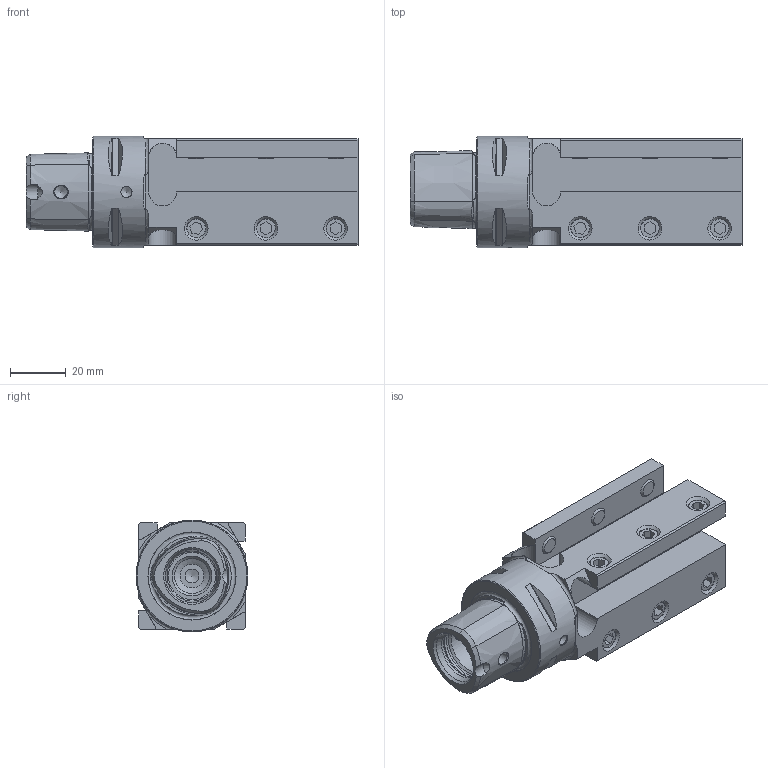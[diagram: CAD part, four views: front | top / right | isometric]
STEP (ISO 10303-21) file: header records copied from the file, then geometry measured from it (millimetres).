
FILE_DESCRIPTION (( 'STEP AP203' ), '1' );
FILE_NAME ('PS4-V12.R41.095.STEP', '2022-06-21T07:52:06', ( '' ), ( '' ), 'SwSTEP 2.0', 'SolidWorks 2017', '' );
FILE_SCHEMA (( 'CONFIG_CONTROL_DESIGN' ));
Length unit declared in the file: millimetre
Products named in the file (3): ISO 4026 - M8 x 6; PS4-V12.R41.095_A; PS4-V12.R41.095
Assembly tree (13 placements, depth 2):
  PS4-V12.R41.095
    PS4-V12.R41.095_A
    ISO 4026 - M8 x 6  x12
Bounding box: 119 x 40 x 40 mm (x, y, z)
Volume: 89815.3 mm3; surface area: 32234.2 mm2
Topology: 13 solids, 13 shells, 321 faces, 773 edges, 495 vertices
Faces by surface type: plane 168, cone 73, cylinder 59, torus 21
Full cylindrical faces by diameter (mm): 4 x1, 4.6 x2, 5 x1, 6.8 x12, 8 x12, 8.5 x1, 12.5 x1, 18 x2, 20 x1, 40 x1
Entity records: 6825 total; most frequent: CARTESIAN_POINT 1897, DIRECTION 890, ORIENTED_EDGE 844, EDGE_CURVE 422, AXIS2_PLACEMENT_3D 355, VERTEX_POINT 296, EDGE_LOOP 274, FACE_OUTER_BOUND 217
